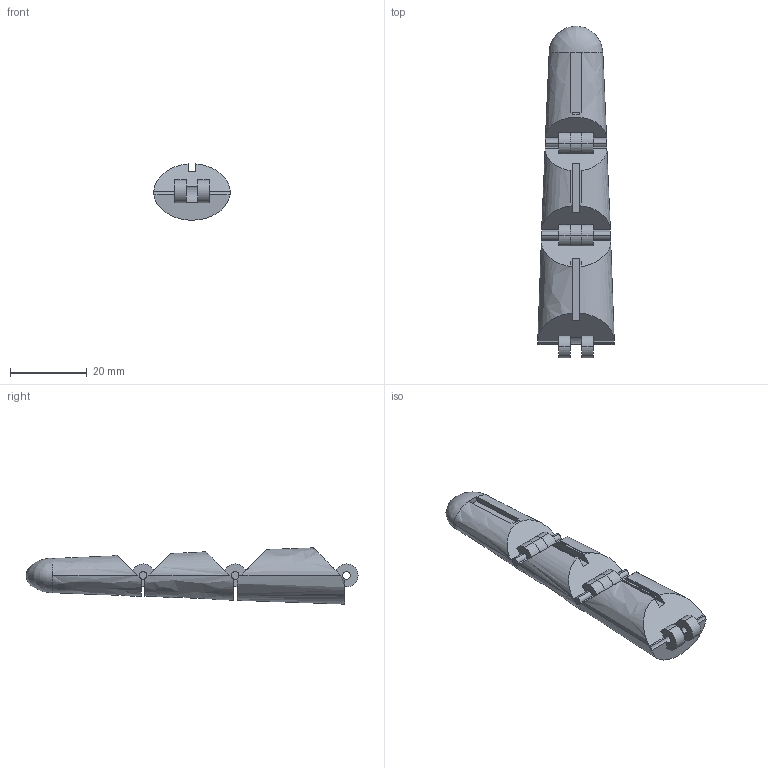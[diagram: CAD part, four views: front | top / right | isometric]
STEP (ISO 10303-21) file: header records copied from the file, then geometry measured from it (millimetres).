
FILE_DESCRIPTION (( 'STEP AP214' ), '1' );
FILE_NAME ('finger 2.STEP', '2025-11-24T19:43:44', ( '' ), ( '' ), 'SwSTEP 2.0', 'SolidWorks 2023', '' );
FILE_SCHEMA (( 'AUTOMOTIVE_DESIGN' ));
Length unit declared in the file: millimetre
Products named in the file (6): part 1; mate 1; finger 2; part 2; mate 2; part 3
Assembly tree (5 placements, depth 2):
  finger 2
    part 1
    part 2
    part 3
    mate 1
    mate 2
Bounding box: 19.96 x 86.5 x 14.65 mm (x, y, z)
Volume: 11182.2 mm3; surface area: 5262.1 mm2
Topology: 5 solids, 5 shells, 137 faces, 387 edges, 252 vertices
Faces by surface type: plane 73, cylinder 55, bspline 9
Entity records: 6858 total; most frequent: CARTESIAN_POINT 3177, ORIENTED_EDGE 770, DIRECTION 697, EDGE_CURVE 385, VERTEX_POINT 252, AXIS2_PLACEMENT_3D 248, VECTOR 201, LINE 201
